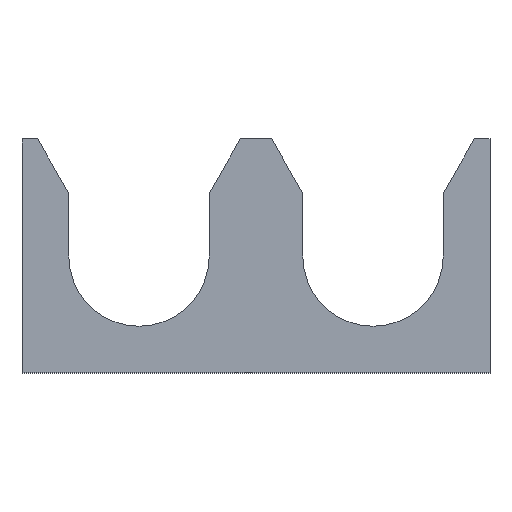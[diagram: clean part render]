
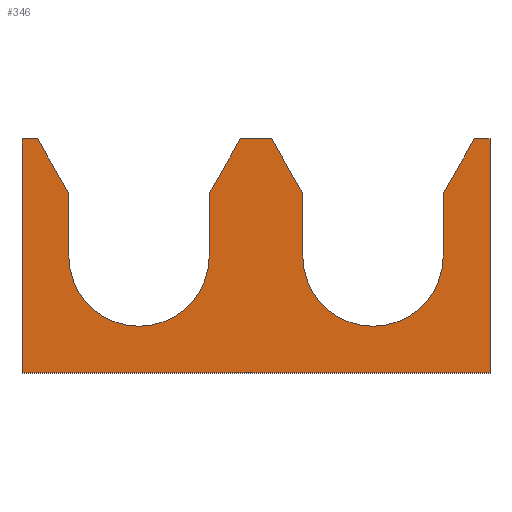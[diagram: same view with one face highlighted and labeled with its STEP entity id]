
A CAD part, top view. The second image highlights one B-rep face of the part: STEP entity #346.
In plain terms, the highlighted planar face has unit normal (0, 0, 1).
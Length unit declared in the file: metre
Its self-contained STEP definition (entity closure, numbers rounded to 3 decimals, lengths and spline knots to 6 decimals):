
#13=CIRCLE('',#371,0.0045);
#15=CIRCLE('',#377,0.0045);
#66=ORIENTED_EDGE('',*,*,#123,.T.);
#67=ORIENTED_EDGE('',*,*,#154,.T.);
#68=ORIENTED_EDGE('',*,*,#124,.F.);
#69=ORIENTED_EDGE('',*,*,#130,.T.);
#70=ORIENTED_EDGE('',*,*,#133,.T.);
#71=ORIENTED_EDGE('',*,*,#155,.T.);
#72=ORIENTED_EDGE('',*,*,#136,.T.);
#73=ORIENTED_EDGE('',*,*,#156,.T.);
#74=ORIENTED_EDGE('',*,*,#138,.F.);
#75=ORIENTED_EDGE('',*,*,#144,.F.);
#76=ORIENTED_EDGE('',*,*,#147,.T.);
#77=ORIENTED_EDGE('',*,*,#157,.T.);
#78=ORIENTED_EDGE('',*,*,#148,.T.);
#79=ORIENTED_EDGE('',*,*,#153,.F.);
#80=ORIENTED_EDGE('',*,*,#116,.F.);
#81=ORIENTED_EDGE('',*,*,#120,.T.);
#116=EDGE_CURVE('',#164,#165,#196,.T.);
#120=EDGE_CURVE('',#164,#167,#200,.T.);
#123=EDGE_CURVE('',#167,#169,#203,.T.);
#124=EDGE_CURVE('',#170,#171,#204,.T.);
#130=EDGE_CURVE('',#170,#175,#13,.T.);
#133=EDGE_CURVE('',#175,#177,#211,.T.);
#136=EDGE_CURVE('',#181,#180,#214,.T.);
#138=EDGE_CURVE('',#182,#183,#216,.T.);
#144=EDGE_CURVE('',#187,#182,#15,.T.);
#147=EDGE_CURVE('',#187,#189,#223,.T.);
#148=EDGE_CURVE('',#190,#191,#224,.T.);
#153=EDGE_CURVE('',#165,#191,#229,.T.);
#154=EDGE_CURVE('',#169,#171,#230,.T.);
#155=EDGE_CURVE('',#177,#181,#231,.F.);
#156=EDGE_CURVE('',#180,#183,#232,.T.);
#157=EDGE_CURVE('',#189,#190,#233,.F.);
#164=VERTEX_POINT('',#483);
#165=VERTEX_POINT('',#485);
#167=VERTEX_POINT('',#491);
#169=VERTEX_POINT('',#497);
#170=VERTEX_POINT('',#501);
#171=VERTEX_POINT('',#502);
#175=VERTEX_POINT('',#512);
#177=VERTEX_POINT('',#518);
#180=VERTEX_POINT('',#525);
#181=VERTEX_POINT('',#527);
#182=VERTEX_POINT('',#531);
#183=VERTEX_POINT('',#532);
#187=VERTEX_POINT('',#542);
#189=VERTEX_POINT('',#548);
#190=VERTEX_POINT('',#552);
#191=VERTEX_POINT('',#553);
#196=LINE('',#484,#240);
#200=LINE('',#492,#244);
#203=LINE('',#498,#247);
#204=LINE('',#500,#248);
#211=LINE('',#519,#255);
#214=LINE('',#526,#258);
#216=LINE('',#530,#260);
#223=LINE('',#549,#267);
#224=LINE('',#551,#268);
#229=LINE('',#561,#273);
#230=LINE('',#563,#274);
#231=LINE('',#564,#275);
#232=LINE('',#565,#276);
#233=LINE('',#566,#277);
#240=VECTOR('',#393,1.);
#244=VECTOR('',#399,1.);
#247=VECTOR('',#404,1.);
#248=VECTOR('',#407,1.);
#255=VECTOR('',#422,1.);
#258=VECTOR('',#427,1.);
#260=VECTOR('',#431,1.);
#267=VECTOR('',#446,1.);
#268=VECTOR('',#449,1.);
#273=VECTOR('',#456,1.);
#274=VECTOR('',#459,1.);
#275=VECTOR('',#460,1.);
#276=VECTOR('',#461,1.);
#277=VECTOR('',#462,1.);
#294=EDGE_LOOP('',(#66,#67,#68,#69,#70,#71,#72,#73,#74,#75,#76,#77,#78,
#79,#80,#81));
#312=FACE_BOUND('',#294,.T.);
#328=PLANE('',#381);
#346=ADVANCED_FACE('',(#312),#328,.T.);
#371=AXIS2_PLACEMENT_3D('',#513,#416,#417);
#377=AXIS2_PLACEMENT_3D('',#543,#440,#441);
#381=AXIS2_PLACEMENT_3D('',#562,#457,#458);
#393=DIRECTION('',(-1.,0.,0.));
#399=DIRECTION('',(0.,1.,0.));
#404=DIRECTION('',(-1.,0.,0.));
#407=DIRECTION('',(0.,1.,0.));
#416=DIRECTION('',(0.,0.,-1.));
#417=DIRECTION('',(1.,0.,0.));
#422=DIRECTION('',(0.,1.,0.));
#427=DIRECTION('',(-1.,0.,0.));
#431=DIRECTION('',(0.,1.,0.));
#440=DIRECTION('',(0.,0.,1.));
#441=DIRECTION('',(1.,0.,0.));
#446=DIRECTION('',(0.,1.,0.));
#449=DIRECTION('',(-1.,0.,0.));
#456=DIRECTION('',(0.,1.,0.));
#457=DIRECTION('',(0.,0.,1.));
#458=DIRECTION('',(1.,0.,0.));
#459=DIRECTION('',(-0.5,-0.866,0.));
#460=DIRECTION('',(0.5,-0.866,0.));
#461=DIRECTION('',(-0.5,-0.866,0.));
#462=DIRECTION('',(0.5,-0.866,0.));
#483=CARTESIAN_POINT('',(0.015,-0.0075,0.001));
#484=CARTESIAN_POINT('',(0.,-0.0075,0.001));
#485=CARTESIAN_POINT('',(-0.015,-0.0075,0.001));
#491=CARTESIAN_POINT('',(0.015,0.0075,0.001));
#492=CARTESIAN_POINT('',(0.015,0.,0.001));
#497=CARTESIAN_POINT('',(0.014,0.0075,0.001));
#498=CARTESIAN_POINT('',(0.0135,0.0075,0.001));
#500=CARTESIAN_POINT('',(0.012,0.00375,0.001));
#501=CARTESIAN_POINT('',(0.012,0.,0.001));
#502=CARTESIAN_POINT('',(0.012,0.004036,0.001));
#512=CARTESIAN_POINT('',(0.003,0.,0.001));
#513=CARTESIAN_POINT('',(0.0075,0.,0.001));
#518=CARTESIAN_POINT('',(0.003,0.004036,0.001));
#519=CARTESIAN_POINT('',(0.003,0.00375,0.001));
#525=CARTESIAN_POINT('',(-0.001,0.0075,0.001));
#526=CARTESIAN_POINT('',(0.,0.0075,0.001));
#527=CARTESIAN_POINT('',(0.001,0.0075,0.001));
#530=CARTESIAN_POINT('',(-0.003,0.00375,0.001));
#531=CARTESIAN_POINT('',(-0.003,0.,0.001));
#532=CARTESIAN_POINT('',(-0.003,0.004036,0.001));
#542=CARTESIAN_POINT('',(-0.012,0.,0.001));
#543=CARTESIAN_POINT('',(-0.0075,0.,0.001));
#548=CARTESIAN_POINT('',(-0.012,0.004036,0.001));
#549=CARTESIAN_POINT('',(-0.012,0.00375,0.001));
#551=CARTESIAN_POINT('',(-0.0135,0.0075,0.001));
#552=CARTESIAN_POINT('',(-0.014,0.0075,0.001));
#553=CARTESIAN_POINT('',(-0.015,0.0075,0.001));
#561=CARTESIAN_POINT('',(-0.015,0.,0.001));
#562=CARTESIAN_POINT('',(0.,0.,0.001));
#563=CARTESIAN_POINT('',(0.007252,-0.004187,0.001));
#564=CARTESIAN_POINT('',(0.003998,0.002308,0.001));
#565=CARTESIAN_POINT('',(-0.003998,0.002308,0.001));
#566=CARTESIAN_POINT('',(-0.007252,-0.004187,0.001));
